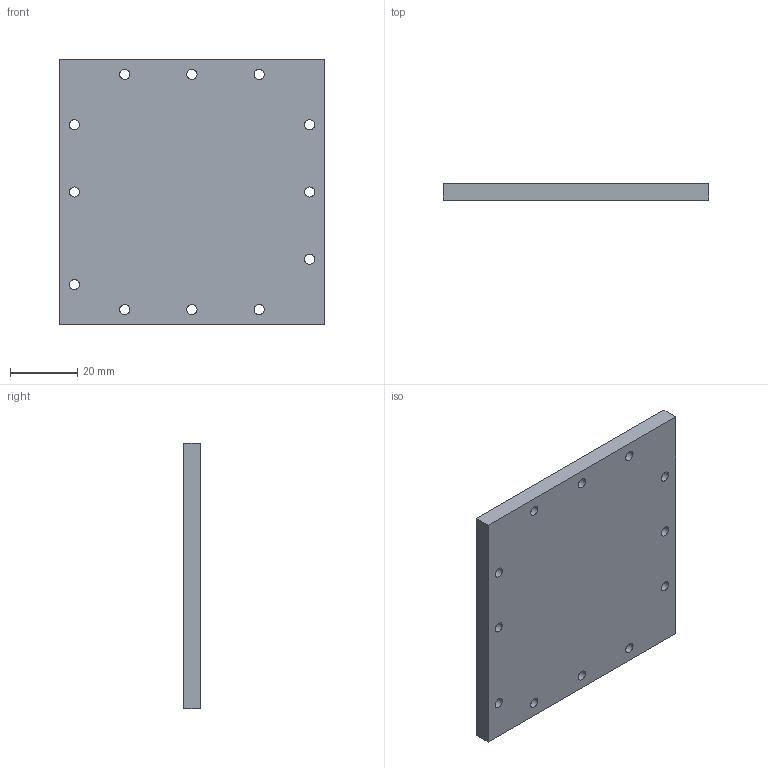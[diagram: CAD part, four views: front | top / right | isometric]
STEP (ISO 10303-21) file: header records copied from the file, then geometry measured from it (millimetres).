
FILE_DESCRIPTION(/* description */ (''),/* implementation_level */ '2;1');
FILE_NAME(/* name */ 'Small.step',/* time_stamp */ '2025-12-01T21:01:22+01:00',/* author */ (''),/* organization */ (''),/* preprocessor_version */ 'ST-DEVELOPER v20.1',/* originating_system */ 'Autodesk Translation Framework v14.17.0.0',/* authorisation */ '');
FILE_SCHEMA (('AUTOMOTIVE_DESIGN { 1 0 10303 214 3 1 1 }'));
Length unit declared in the file: millimetre
Products named in the file (2): PreSonus StudioLive_16.0.2; backmodule-small
Assembly tree (1 placements, depth 2):
  PreSonus StudioLive_16.0.2
    backmodule-small
Bounding box: 79 x 5 x 79 mm (x, y, z)
Volume: 30777.6 mm3; surface area: 14458.9 mm2
Topology: 1 solids, 1 shells, 54 faces, 156 edges, 104 vertices
Faces by surface type: cylinder 24, bspline 24, plane 6
Entity records: 2136 total; most frequent: CARTESIAN_POINT 725, ORIENTED_EDGE 312, DIRECTION 222, EDGE_CURVE 156, VERTEX_POINT 104, AXIS2_PLACEMENT_3D 81, EDGE_LOOP 78, LINE 60
